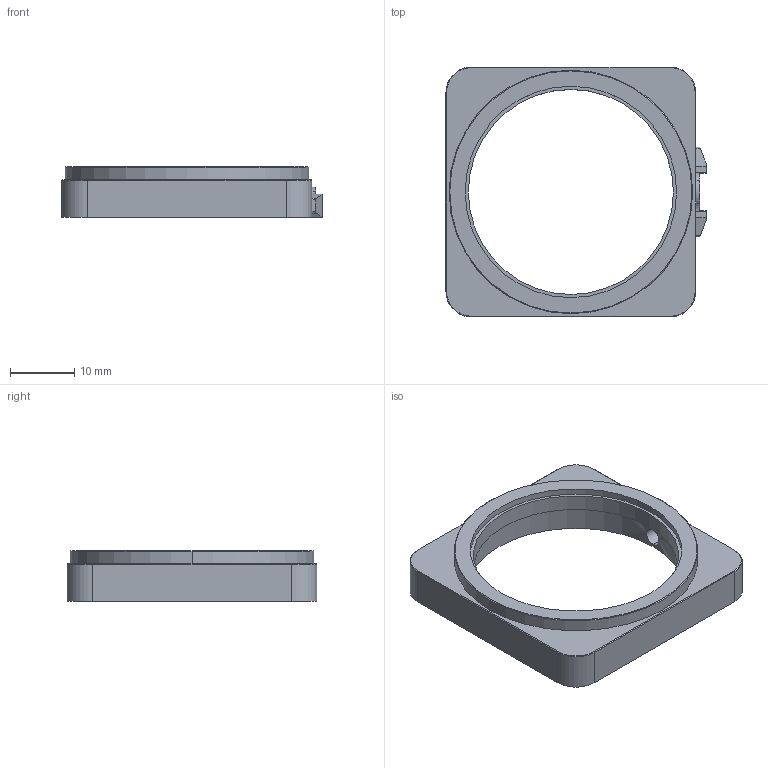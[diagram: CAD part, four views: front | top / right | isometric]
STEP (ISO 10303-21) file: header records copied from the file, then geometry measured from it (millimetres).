
FILE_DESCRIPTION (( 'STEP AP203' ), '1' );
FILE_NAME ('Boitier V4.STEP', '2024-11-09T14:21:31', ( '' ), ( '' ), 'SwSTEP 2.0', 'SolidWorks 2024', '' );
FILE_SCHEMA (( 'CONFIG_CONTROL_DESIGN' ));
Length unit declared in the file: millimetre
Products named in the file (1): Boitier V4
Bounding box: 40.6 x 39 x 7.89 mm (x, y, z)
Volume: 4296.5 mm3; surface area: 3463.8 mm2
Topology: 1 solids, 1 shells, 75 faces, 193 edges, 118 vertices
Faces by surface type: plane 34, cylinder 27, cone 14
Entity records: 2340 total; most frequent: CARTESIAN_POINT 427, DIRECTION 395, ORIENTED_EDGE 370, EDGE_CURVE 185, AXIS2_PLACEMENT_3D 136, LINE 123, VECTOR 123, VERTEX_POINT 118
